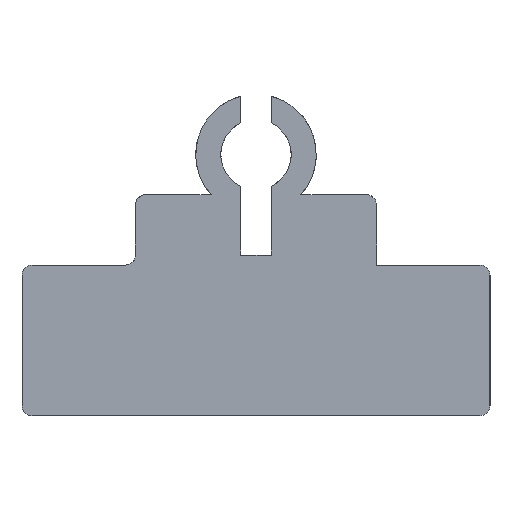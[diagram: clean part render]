
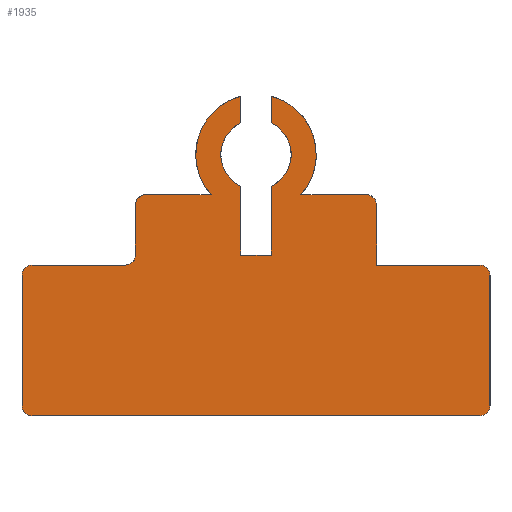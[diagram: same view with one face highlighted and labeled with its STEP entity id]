
A CAD part, left-side view. The second image highlights one B-rep face of the part: STEP entity #1935.
In plain terms, the highlighted planar face has unit normal (-1, 0, 0).
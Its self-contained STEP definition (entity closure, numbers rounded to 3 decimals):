
#55=PLANE('',#2079);
#143=FACE_OUTER_BOUND('',#243,.T.);
#243=EDGE_LOOP('',(#1583,#1584,#1585,#1586,#1587,#1588,#1589,#1590,#1591,
#1592,#1593,#1594,#1595,#1596,#1597,#1598,#1599,#1600,#1601,#1602,#1603,
#1604,#1605,#1606,#1607));
#437=LINE('',#3005,#669);
#438=LINE('',#3010,#670);
#439=LINE('',#3014,#671);
#440=LINE('',#3016,#672);
#441=LINE('',#3020,#673);
#442=LINE('',#3024,#674);
#443=LINE('',#3028,#675);
#444=LINE('',#3030,#676);
#445=LINE('',#3032,#677);
#446=LINE('',#3036,#678);
#447=LINE('',#3040,#679);
#448=LINE('',#3044,#680);
#449=LINE('',#3048,#681);
#450=LINE('',#3051,#682);
#669=VECTOR('',#2440,10.);
#670=VECTOR('',#2445,10.);
#671=VECTOR('',#2448,10.);
#672=VECTOR('',#2449,10.);
#673=VECTOR('',#2452,10.);
#674=VECTOR('',#2455,10.);
#675=VECTOR('',#2458,10.);
#676=VECTOR('',#2459,10.);
#677=VECTOR('',#2460,10.);
#678=VECTOR('',#2463,10.);
#679=VECTOR('',#2466,10.);
#680=VECTOR('',#2469,10.);
#681=VECTOR('',#2472,10.);
#682=VECTOR('',#2475,10.);
#793=CIRCLE('',#2076,0.5);
#794=CIRCLE('',#2080,0.5);
#795=CIRCLE('',#2081,0.5);
#796=CIRCLE('',#2082,0.5);
#797=CIRCLE('',#2083,3.);
#798=CIRCLE('',#2084,1.75);
#799=CIRCLE('',#2085,1.75);
#800=CIRCLE('',#2086,3.);
#801=CIRCLE('',#2087,0.5);
#802=CIRCLE('',#2088,0.5);
#803=CIRCLE('',#2089,0.5);
#904=VERTEX_POINT('',#2984);
#905=VERTEX_POINT('',#2985);
#913=VERTEX_POINT('',#3003);
#914=VERTEX_POINT('',#3007);
#915=VERTEX_POINT('',#3009);
#916=VERTEX_POINT('',#3011);
#917=VERTEX_POINT('',#3013);
#918=VERTEX_POINT('',#3015);
#919=VERTEX_POINT('',#3017);
#920=VERTEX_POINT('',#3019);
#921=VERTEX_POINT('',#3021);
#922=VERTEX_POINT('',#3023);
#923=VERTEX_POINT('',#3025);
#924=VERTEX_POINT('',#3027);
#925=VERTEX_POINT('',#3029);
#926=VERTEX_POINT('',#3031);
#927=VERTEX_POINT('',#3033);
#928=VERTEX_POINT('',#3035);
#929=VERTEX_POINT('',#3037);
#930=VERTEX_POINT('',#3039);
#931=VERTEX_POINT('',#3041);
#932=VERTEX_POINT('',#3043);
#933=VERTEX_POINT('',#3045);
#934=VERTEX_POINT('',#3047);
#935=VERTEX_POINT('',#3049);
#1142=EDGE_CURVE('',#904,#905,#793,.T.);
#1152=EDGE_CURVE('',#913,#905,#437,.T.);
#1153=EDGE_CURVE('',#913,#914,#794,.T.);
#1154=EDGE_CURVE('',#915,#914,#438,.T.);
#1155=EDGE_CURVE('',#915,#916,#795,.T.);
#1156=EDGE_CURVE('',#917,#916,#439,.T.);
#1157=EDGE_CURVE('',#918,#917,#440,.T.);
#1158=EDGE_CURVE('',#918,#919,#796,.T.);
#1159=EDGE_CURVE('',#920,#919,#441,.T.);
#1160=EDGE_CURVE('',#921,#920,#797,.T.);
#1161=EDGE_CURVE('',#922,#921,#442,.T.);
#1162=EDGE_CURVE('',#923,#922,#798,.T.);
#1163=EDGE_CURVE('',#924,#923,#443,.T.);
#1164=EDGE_CURVE('',#925,#924,#444,.T.);
#1165=EDGE_CURVE('',#926,#925,#445,.T.);
#1166=EDGE_CURVE('',#927,#926,#799,.T.);
#1167=EDGE_CURVE('',#928,#927,#446,.T.);
#1168=EDGE_CURVE('',#929,#928,#800,.T.);
#1169=EDGE_CURVE('',#930,#929,#447,.T.);
#1170=EDGE_CURVE('',#930,#931,#801,.T.);
#1171=EDGE_CURVE('',#932,#931,#448,.T.);
#1172=EDGE_CURVE('',#932,#933,#802,.T.);
#1173=EDGE_CURVE('',#934,#933,#449,.T.);
#1174=EDGE_CURVE('',#934,#935,#803,.T.);
#1175=EDGE_CURVE('',#904,#935,#450,.T.);
#1583=ORIENTED_EDGE('',*,*,#1142,.T.);
#1584=ORIENTED_EDGE('',*,*,#1152,.F.);
#1585=ORIENTED_EDGE('',*,*,#1153,.T.);
#1586=ORIENTED_EDGE('',*,*,#1154,.F.);
#1587=ORIENTED_EDGE('',*,*,#1155,.T.);
#1588=ORIENTED_EDGE('',*,*,#1156,.F.);
#1589=ORIENTED_EDGE('',*,*,#1157,.F.);
#1590=ORIENTED_EDGE('',*,*,#1158,.T.);
#1591=ORIENTED_EDGE('',*,*,#1159,.F.);
#1592=ORIENTED_EDGE('',*,*,#1160,.F.);
#1593=ORIENTED_EDGE('',*,*,#1161,.F.);
#1594=ORIENTED_EDGE('',*,*,#1162,.F.);
#1595=ORIENTED_EDGE('',*,*,#1163,.F.);
#1596=ORIENTED_EDGE('',*,*,#1164,.F.);
#1597=ORIENTED_EDGE('',*,*,#1165,.F.);
#1598=ORIENTED_EDGE('',*,*,#1166,.F.);
#1599=ORIENTED_EDGE('',*,*,#1167,.F.);
#1600=ORIENTED_EDGE('',*,*,#1168,.F.);
#1601=ORIENTED_EDGE('',*,*,#1169,.F.);
#1602=ORIENTED_EDGE('',*,*,#1170,.T.);
#1603=ORIENTED_EDGE('',*,*,#1171,.F.);
#1604=ORIENTED_EDGE('',*,*,#1172,.T.);
#1605=ORIENTED_EDGE('',*,*,#1173,.F.);
#1606=ORIENTED_EDGE('',*,*,#1174,.T.);
#1607=ORIENTED_EDGE('',*,*,#1175,.F.);
#1935=ADVANCED_FACE('',(#143),#55,.F.);
#2076=AXIS2_PLACEMENT_3D('',#2986,#2426,#2427);
#2079=AXIS2_PLACEMENT_3D('',#3006,#2441,#2442);
#2080=AXIS2_PLACEMENT_3D('',#3008,#2443,#2444);
#2081=AXIS2_PLACEMENT_3D('',#3012,#2446,#2447);
#2082=AXIS2_PLACEMENT_3D('',#3018,#2450,#2451);
#2083=AXIS2_PLACEMENT_3D('',#3022,#2453,#2454);
#2084=AXIS2_PLACEMENT_3D('',#3026,#2456,#2457);
#2085=AXIS2_PLACEMENT_3D('',#3034,#2461,#2462);
#2086=AXIS2_PLACEMENT_3D('',#3038,#2464,#2465);
#2087=AXIS2_PLACEMENT_3D('',#3042,#2467,#2468);
#2088=AXIS2_PLACEMENT_3D('',#3046,#2470,#2471);
#2089=AXIS2_PLACEMENT_3D('',#3050,#2473,#2474);
#2426=DIRECTION('center_axis',(-1.,0.,0.));
#2427=DIRECTION('ref_axis',(0.,0.707,-0.707));
#2440=DIRECTION('',(0.,1.,0.));
#2441=DIRECTION('center_axis',(1.,0.,0.));
#2442=DIRECTION('ref_axis',(0.,1.,0.));
#2443=DIRECTION('center_axis',(-1.,0.,0.));
#2444=DIRECTION('ref_axis',(0.,-0.707,-0.707));
#2445=DIRECTION('',(0.,0.,-1.));
#2446=DIRECTION('center_axis',(-1.,0.,0.));
#2447=DIRECTION('ref_axis',(0.,-0.707,0.707));
#2448=DIRECTION('',(0.,-1.,0.));
#2449=DIRECTION('',(0.,0.,-1.));
#2450=DIRECTION('center_axis',(-1.,0.,0.));
#2451=DIRECTION('ref_axis',(0.,-0.707,0.707));
#2452=DIRECTION('',(0.,-1.,0.));
#2453=DIRECTION('center_axis',(1.,0.,0.));
#2454=DIRECTION('ref_axis',(0.,1.,0.));
#2455=DIRECTION('',(0.,0.,1.));
#2456=DIRECTION('center_axis',(-1.,0.,0.));
#2457=DIRECTION('ref_axis',(0.,1.,0.));
#2458=DIRECTION('',(0.,0.,1.));
#2459=DIRECTION('',(0.,-1.,0.));
#2460=DIRECTION('',(0.,0.,-1.));
#2461=DIRECTION('center_axis',(-1.,0.,0.));
#2462=DIRECTION('ref_axis',(0.,1.,0.));
#2463=DIRECTION('',(0.,0.,-1.));
#2464=DIRECTION('center_axis',(1.,0.,0.));
#2465=DIRECTION('ref_axis',(0.,1.,0.));
#2466=DIRECTION('',(0.,-1.,0.));
#2467=DIRECTION('center_axis',(-1.,0.,0.));
#2468=DIRECTION('ref_axis',(0.,0.707,0.707));
#2469=DIRECTION('',(0.,0.,1.));
#2470=DIRECTION('center_axis',(1.,0.,0.));
#2471=DIRECTION('ref_axis',(0.,-0.707,-0.707));
#2472=DIRECTION('',(0.,-1.,0.));
#2473=DIRECTION('center_axis',(-1.,0.,0.));
#2474=DIRECTION('ref_axis',(0.,0.707,0.707));
#2475=DIRECTION('',(0.,0.,1.));
#2984=CARTESIAN_POINT('',(-31.,11.65,-7.));
#2985=CARTESIAN_POINT('',(-31.,11.15,-7.5));
#2986=CARTESIAN_POINT('Origin',(-31.,11.15,-7.));
#3003=CARTESIAN_POINT('',(-31.,-11.15,-7.5));
#3005=CARTESIAN_POINT('',(-31.,-11.65,-7.5));
#3006=CARTESIAN_POINT('Origin',(-31.,0.,0.452));
#3007=CARTESIAN_POINT('',(-31.,-11.65,-7.));
#3008=CARTESIAN_POINT('Origin',(-31.,-11.15,-7.));
#3009=CARTESIAN_POINT('',(-31.,-11.65,-0.5));
#3010=CARTESIAN_POINT('',(-31.,-11.65,0.));
#3011=CARTESIAN_POINT('',(-31.,-11.15,0.));
#3012=CARTESIAN_POINT('Origin',(-31.,-11.15,-0.5));
#3013=CARTESIAN_POINT('',(-31.,-6.,0.));
#3014=CARTESIAN_POINT('',(-31.,0.,0.));
#3015=CARTESIAN_POINT('',(-31.,-6.,3.));
#3016=CARTESIAN_POINT('',(-31.,-6.,0.));
#3017=CARTESIAN_POINT('',(-31.,-5.5,3.5));
#3018=CARTESIAN_POINT('Origin',(-31.,-5.5,3.));
#3019=CARTESIAN_POINT('',(-31.,-2.236,3.5));
#3020=CARTESIAN_POINT('',(-31.,-6.,3.5));
#3021=CARTESIAN_POINT('',(-31.,-0.75,8.405));
#3022=CARTESIAN_POINT('Origin',(-31.,0.,5.5));
#3023=CARTESIAN_POINT('',(-31.,-0.75,7.081));
#3024=CARTESIAN_POINT('',(-31.,-0.75,0.5));
#3025=CARTESIAN_POINT('',(-31.,-0.75,3.919));
#3026=CARTESIAN_POINT('Origin',(-31.,0.,5.5));
#3027=CARTESIAN_POINT('',(-31.,-0.75,0.5));
#3028=CARTESIAN_POINT('',(-31.,-0.75,0.5));
#3029=CARTESIAN_POINT('',(-31.,0.75,0.5));
#3030=CARTESIAN_POINT('',(-31.,0.75,0.5));
#3031=CARTESIAN_POINT('',(-31.,0.75,3.919));
#3032=CARTESIAN_POINT('',(-31.,0.75,9.5));
#3033=CARTESIAN_POINT('',(-31.,0.75,7.081));
#3034=CARTESIAN_POINT('Origin',(-31.,0.,5.5));
#3035=CARTESIAN_POINT('',(-31.,0.75,8.405));
#3036=CARTESIAN_POINT('',(-31.,0.75,9.5));
#3037=CARTESIAN_POINT('',(-31.,2.236,3.5));
#3038=CARTESIAN_POINT('Origin',(-31.,0.,5.5));
#3039=CARTESIAN_POINT('',(-31.,5.5,3.5));
#3040=CARTESIAN_POINT('',(-31.,-6.,3.5));
#3041=CARTESIAN_POINT('',(-31.,6.,3.));
#3042=CARTESIAN_POINT('Origin',(-31.,5.5,3.));
#3043=CARTESIAN_POINT('',(-31.,6.,0.5));
#3044=CARTESIAN_POINT('',(-31.,6.,3.5));
#3045=CARTESIAN_POINT('',(-31.,6.5,0.));
#3046=CARTESIAN_POINT('Origin',(-31.,6.5,0.5));
#3047=CARTESIAN_POINT('',(-31.,11.15,0.));
#3048=CARTESIAN_POINT('',(-31.,0.,0.));
#3049=CARTESIAN_POINT('',(-31.,11.65,-0.5));
#3050=CARTESIAN_POINT('Origin',(-31.,11.15,-0.5));
#3051=CARTESIAN_POINT('',(-31.,11.65,0.));
